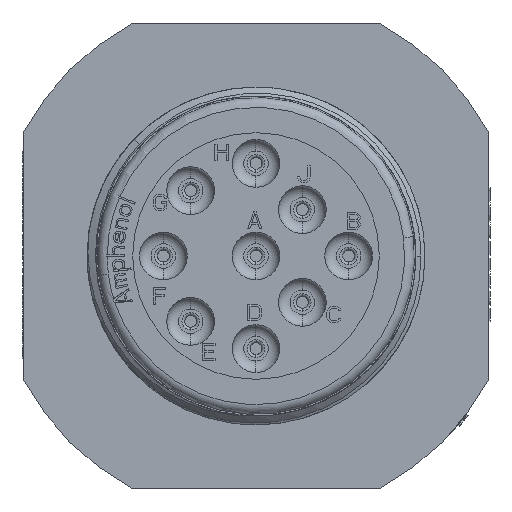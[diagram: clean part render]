
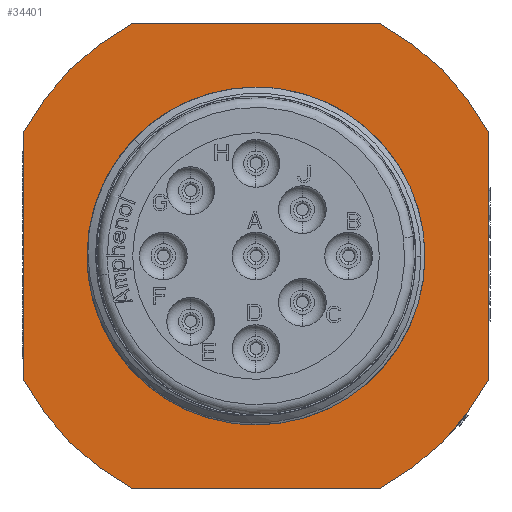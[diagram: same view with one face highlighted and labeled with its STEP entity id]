
A CAD part, left-side view. The second image highlights one B-rep face of the part: STEP entity #34401.
In plain terms, the highlighted planar face has unit normal (-1, 0, 0).
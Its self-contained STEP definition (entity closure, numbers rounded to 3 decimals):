
#3450=CARTESIAN_POINT('',(17.2,0.,0.));
#3451=DIRECTION('',(1.,0.,0.));
#3452=DIRECTION('',(0.,-1.,0.));
#3453=AXIS2_PLACEMENT_3D('',#3450,#3451,#3452);
#3455=CARTESIAN_POINT('',(17.2,-13.886,8.724));
#3456=CARTESIAN_POINT('',(17.2,-14.299,8.066));
#3457=CARTESIAN_POINT('',(17.2,-15.02,6.712));
#3458=CARTESIAN_POINT('',(17.2,-15.811,4.55));
#3459=CARTESIAN_POINT('',(17.2,-16.291,2.295));
#3460=CARTESIAN_POINT('',(17.2,-16.399,0.771));
#3461=CARTESIAN_POINT('',(17.2,-16.399,0.));
#3618=CARTESIAN_POINT('',(17.2,0.,0.));
#3619=DIRECTION('',(1.,0.,0.));
#3620=DIRECTION('',(0.,-0.472,0.881));
#3621=AXIS2_PLACEMENT_3D('',#3618,#3619,#3620);
#3623=DIRECTION('',(0.,0.,-1.));
#3624=VECTOR('',#3623,25.5);
#3625=CARTESIAN_POINT('',(17.2,-23.8,12.75));
#3626=LINE('',#3625,#3624);
#3627=CARTESIAN_POINT('',(17.2,0.,0.));
#3628=DIRECTION('',(1.,0.,0.));
#3629=DIRECTION('',(0.,-0.881,-0.472));
#3630=AXIS2_PLACEMENT_3D('',#3627,#3628,#3629);
#3632=DIRECTION('',(0.,1.,0.));
#3633=VECTOR('',#3632,25.5);
#3634=CARTESIAN_POINT('',(17.2,-12.75,-23.8));
#3635=LINE('',#3634,#3633);
#3636=CARTESIAN_POINT('',(17.2,0.,0.));
#3637=DIRECTION('',(1.,0.,0.));
#3638=DIRECTION('',(0.,0.472,-0.881));
#3639=AXIS2_PLACEMENT_3D('',#3636,#3637,#3638);
#3641=DIRECTION('',(0.,0.,1.));
#3642=VECTOR('',#3641,25.5);
#3643=CARTESIAN_POINT('',(17.2,23.8,-12.75));
#3644=LINE('',#3643,#3642);
#3645=CARTESIAN_POINT('',(17.2,0.,0.));
#3646=DIRECTION('',(1.,0.,0.));
#3647=DIRECTION('',(0.,0.881,0.472));
#3648=AXIS2_PLACEMENT_3D('',#3645,#3646,#3647);
#3650=DIRECTION('',(0.,-1.,0.));
#3651=VECTOR('',#3650,25.5);
#3652=CARTESIAN_POINT('',(17.2,12.75,23.8));
#3653=LINE('',#3652,#3651);
#19323=CARTESIAN_POINT('',(17.2,0.,0.));
#19324=DIRECTION('',(-1.,0.,0.));
#19325=DIRECTION('',(0.,-0.847,0.532));
#19326=AXIS2_PLACEMENT_3D('',#19323,#19324,#19325);
#25948=CARTESIAN_POINT('',(17.2,-12.75,23.8));
#25949=CARTESIAN_POINT('',(17.2,-23.8,12.75));
#25950=VERTEX_POINT('',#25948);
#25951=VERTEX_POINT('',#25949);
#25952=CARTESIAN_POINT('',(17.2,-23.8,-12.75));
#25953=VERTEX_POINT('',#25952);
#25954=CARTESIAN_POINT('',(17.2,-12.75,-23.8));
#25955=VERTEX_POINT('',#25954);
#25956=CARTESIAN_POINT('',(17.2,12.75,-23.8));
#25957=VERTEX_POINT('',#25956);
#25958=CARTESIAN_POINT('',(17.2,23.8,-12.75));
#25959=VERTEX_POINT('',#25958);
#25960=CARTESIAN_POINT('',(17.2,23.8,12.75));
#25961=VERTEX_POINT('',#25960);
#25962=CARTESIAN_POINT('',(17.2,12.75,23.8));
#25963=VERTEX_POINT('',#25962);
#26319=CARTESIAN_POINT('',(17.2,16.4,0.));
#26321=VERTEX_POINT('',#26319);
#26332=VERTEX_POINT('',#3455);
#26333=VERTEX_POINT('',#3461);
#34372=CARTESIAN_POINT('',(17.2,0.,0.));
#34373=DIRECTION('',(1.,0.,0.));
#34374=DIRECTION('',(0.,1.,0.));
#34375=AXIS2_PLACEMENT_3D('',#34372,#34373,#34374);
#34376=PLANE('',#34375);
#34378=ORIENTED_EDGE('',*,*,#34377,.T.);
#34380=ORIENTED_EDGE('',*,*,#34379,.T.);
#34382=ORIENTED_EDGE('',*,*,#34381,.T.);
#34384=ORIENTED_EDGE('',*,*,#34383,.T.);
#34386=ORIENTED_EDGE('',*,*,#34385,.T.);
#34388=ORIENTED_EDGE('',*,*,#34387,.T.);
#34390=ORIENTED_EDGE('',*,*,#34389,.T.);
#34392=ORIENTED_EDGE('',*,*,#34391,.T.);
#34393=EDGE_LOOP('',(#34378,#34380,#34382,#34384,#34386,#34388,#34390,#34392));
#34394=FACE_OUTER_BOUND('',#34393,.F.);
#34395=ORIENTED_EDGE('',*,*,#34203,.F.);
#34396=ORIENTED_EDGE('',*,*,#34356,.F.);
#34398=ORIENTED_EDGE('',*,*,#34397,.T.);
#34399=EDGE_LOOP('',(#34395,#34396,#34398));
#34400=FACE_BOUND('',#34399,.F.);
#34401=ADVANCED_FACE('',(#34394,#34400),#34376,.F.);
#3454=CIRCLE('',#3453,16.4);
#3462=B_SPLINE_CURVE_WITH_KNOTS('',3,(#3455,#3456,#3457,#3458,#3459,#3460,
#3461),.UNSPECIFIED.,.F.,.F.,(4,1,1,1,4),(0.,0.25,0.5,0.75,1.),
.UNSPECIFIED.);
#3622=CIRCLE('',#3621,27.);
#3631=CIRCLE('',#3630,27.);
#3640=CIRCLE('',#3639,27.);
#3649=CIRCLE('',#3648,27.);
#19327=CIRCLE('',#19326,16.4);
#34203=EDGE_CURVE('',#26333,#26321,#3454,.T.);
#34356=EDGE_CURVE('',#26332,#26333,#3462,.T.);
#34377=EDGE_CURVE('',#25950,#25951,#3622,.T.);
#34379=EDGE_CURVE('',#25951,#25953,#3626,.T.);
#34381=EDGE_CURVE('',#25953,#25955,#3631,.T.);
#34383=EDGE_CURVE('',#25955,#25957,#3635,.T.);
#34385=EDGE_CURVE('',#25957,#25959,#3640,.T.);
#34387=EDGE_CURVE('',#25959,#25961,#3644,.T.);
#34389=EDGE_CURVE('',#25961,#25963,#3649,.T.);
#34391=EDGE_CURVE('',#25963,#25950,#3653,.T.);
#34397=EDGE_CURVE('',#26332,#26321,#19327,.T.);
